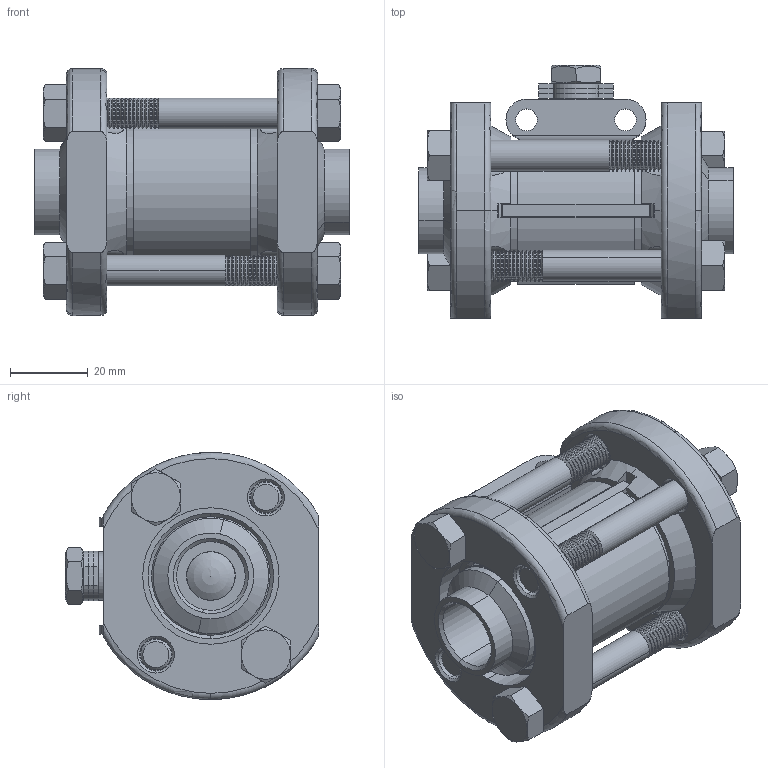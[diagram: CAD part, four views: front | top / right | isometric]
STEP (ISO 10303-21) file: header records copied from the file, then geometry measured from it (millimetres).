
FILE_DESCRIPTION (( 'STEP AP203' ), '1' );
FILE_NAME ('27XXSWFZ.step', '2018-04-05T15:29:38', ( '' ), ( '' ), 'SwSTEP 2.0', 'SolidWorks 2017', '' );
FILE_SCHEMA (( 'CONFIG_CONTROL_DESIGN' ));
Length unit declared in the file: inch
Products named in the file (1): 27XXSWFZ
Bounding box: 80.77 x 65.06 x 63.5 mm (x, y, z)
Volume: 110208.5 mm3; surface area: 57217.3 mm2
Topology: 25 solids, 25 shells, 1196 faces, 3362 edges, 2279 vertices
Faces by surface type: cone 473, cylinder 435, plane 180, bspline 74, torus 32, sphere 2
Entity records: 81637 total; most frequent: CARTESIAN_POINT 50995, ORIENTED_EDGE 6712, DIRECTION 6264, EDGE_CURVE 3356, AXIS2_PLACEMENT_3D 2567, VERTEX_POINT 2275, CIRCLE 1444, EDGE_LOOP 1327
